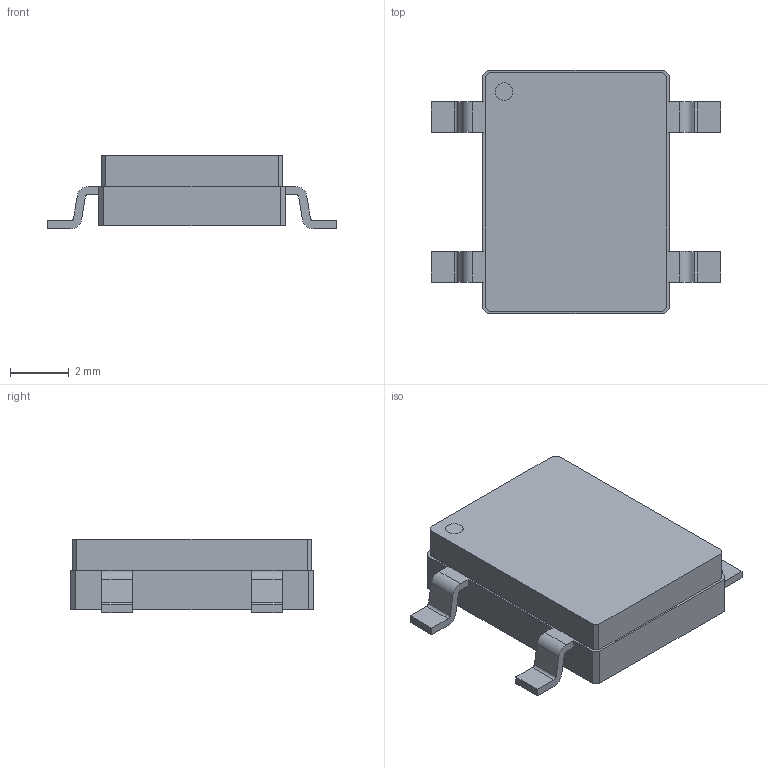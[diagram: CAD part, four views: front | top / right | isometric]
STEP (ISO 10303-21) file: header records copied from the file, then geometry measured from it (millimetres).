
FILE_DESCRIPTION(/* description */ ('model of Diode_Bridge_OnSemi_SDIP-4L'),/* implementation_level */ '2;1');
FILE_NAME(/* name */ 'Diode_Bridge_OnSemi_SDIP-4L.step',/* time_stamp */ '1970-01-01T00:00:00',/* author */ ('KiCAD','kicad'),/* organization */ ('OCCT'),/* preprocessor_version */ '',/* originating_system */ 'KiCAD',/* authorisation */ '');
FILE_SCHEMA(('AUTOMOTIVE_DESIGN { 1 0 10303 214 1 1 1 1 }'));
Length unit declared in the file: millimetre
Products named in the file (1): Diode_Bridge_OnSemi_SDIP-4L
Bounding box: 9.85 x 8.28 x 2.5 mm (x, y, z)
Volume: 126.7 mm3; surface area: 201.2 mm2
Topology: 1 solids, 1 shells, 75 faces, 209 edges, 137 vertices
Faces by surface type: plane 59, cylinder 16
Entity records: 1649 total; most frequent: ORIENTED_EDGE 354, EDGE_CURVE 209, CARTESIAN_POINT 192, LINE 148, VERTEX_POINT 137, AXIS2_PLACEMENT_3D 100, FACE_BOUND 76, EDGE_LOOP 76
